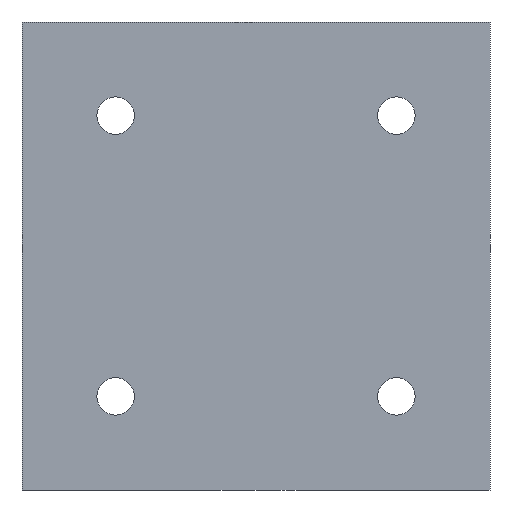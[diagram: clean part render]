
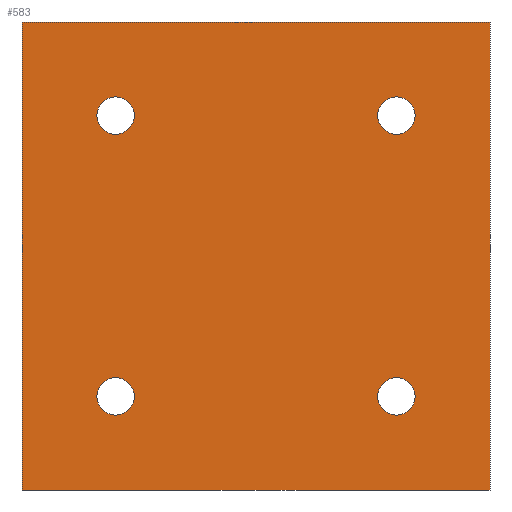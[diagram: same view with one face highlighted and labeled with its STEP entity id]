
A CAD part, front view. The second image highlights one B-rep face of the part: STEP entity #583.
In plain terms, the highlighted planar face has unit normal (0, -1, 0).
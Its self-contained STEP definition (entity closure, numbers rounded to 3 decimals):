
#12 = CARTESIAN_POINT ( 'NONE',  ( -60., 0., 60. ) ) ;
#14 = EDGE_LOOP ( 'NONE', ( #295, #423 ) ) ;
#16 = CARTESIAN_POINT ( 'NONE',  ( 60., 0., 60. ) ) ;
#24 = DIRECTION ( 'NONE',  ( 0., 1., 0. ) ) ;
#32 = ORIENTED_EDGE ( 'NONE', *, *, #526, .F. ) ;
#35 = DIRECTION ( 'NONE',  ( 0., -1., 0. ) ) ;
#37 = CARTESIAN_POINT ( 'NONE',  ( 0., 0., 100. ) ) ;
#40 = DIRECTION ( 'NONE',  ( 0., 1., 0. ) ) ;
#52 = CIRCLE ( 'NONE', #557, 8. ) ;
#57 = DIRECTION ( 'NONE',  ( 0., 0., -1. ) ) ;
#59 = DIRECTION ( 'NONE',  ( 0., 0., -1. ) ) ;
#60 = CARTESIAN_POINT ( 'NONE',  ( -60., 0., 52. ) ) ;
#65 = DIRECTION ( 'NONE',  ( 0., 1., 0. ) ) ;
#67 = ORIENTED_EDGE ( 'NONE', *, *, #85, .F. ) ;
#79 = VERTEX_POINT ( 'NONE', #155 ) ;
#81 = CARTESIAN_POINT ( 'NONE',  ( 60., 0., -68. ) ) ;
#85 = EDGE_CURVE ( 'NONE', #79, #481, #674, .T. ) ;
#90 = DIRECTION ( 'NONE',  ( 0., -1., 0. ) ) ;
#92 = CARTESIAN_POINT ( 'NONE',  ( 60., 0., 60. ) ) ;
#99 = FACE_BOUND ( 'NONE', #522, .T. ) ;
#100 = AXIS2_PLACEMENT_3D ( 'NONE', #16, #330, #549 ) ;
#108 = VECTOR ( 'NONE', #419, 1000. ) ;
#122 = EDGE_CURVE ( 'NONE', #79, #287, #683, .T. ) ;
#143 = DIRECTION ( 'NONE',  ( 0., 0., -1. ) ) ;
#149 = CARTESIAN_POINT ( 'NONE',  ( 60., 0., -60. ) ) ;
#155 = CARTESIAN_POINT ( 'NONE',  ( 100., 0., 100. ) ) ;
#156 = ORIENTED_EDGE ( 'NONE', *, *, #409, .T. ) ;
#166 = ORIENTED_EDGE ( 'NONE', *, *, #306, .T. ) ;
#171 = CARTESIAN_POINT ( 'NONE',  ( 60., 0., 68. ) ) ;
#172 = DIRECTION ( 'NONE',  ( 0., 0., 1. ) ) ;
#173 = LINE ( 'NONE', #372, #282 ) ;
#178 = DIRECTION ( 'NONE',  ( 0., 0., -1. ) ) ;
#180 = DIRECTION ( 'NONE',  ( 1., 0., 0. ) ) ;
#181 = CARTESIAN_POINT ( 'NONE',  ( -60., 0., -52. ) ) ;
#182 = ORIENTED_EDGE ( 'NONE', *, *, #645, .T. ) ;
#184 = DIRECTION ( 'NONE',  ( 0., -1., 0. ) ) ;
#195 = CARTESIAN_POINT ( 'NONE',  ( 60., 0., -52. ) ) ;
#199 = FACE_BOUND ( 'NONE', #14, .T. ) ;
#214 = EDGE_CURVE ( 'NONE', #433, #481, #333, .T. ) ;
#223 = ORIENTED_EDGE ( 'NONE', *, *, #214, .T. ) ;
#224 = CARTESIAN_POINT ( 'NONE',  ( 60., 0., -60. ) ) ;
#243 = VERTEX_POINT ( 'NONE', #171 ) ;
#247 = DIRECTION ( 'NONE',  ( 0., 0., -1. ) ) ;
#255 = DIRECTION ( 'NONE',  ( 0., 0., -1. ) ) ;
#262 = CIRCLE ( 'NONE', #616, 8. ) ;
#281 = DIRECTION ( 'NONE',  ( 0., 0., 1. ) ) ;
#282 = VECTOR ( 'NONE', #57, 1000. ) ;
#285 = CARTESIAN_POINT ( 'NONE',  ( 60., 0., 52. ) ) ;
#287 = VERTEX_POINT ( 'NONE', #325 ) ;
#289 = CARTESIAN_POINT ( 'NONE',  ( -100., 0., -100. ) ) ;
#295 = ORIENTED_EDGE ( 'NONE', *, *, #655, .T. ) ;
#297 = DIRECTION ( 'NONE',  ( 0., -1., 0. ) ) ;
#299 = CARTESIAN_POINT ( 'NONE',  ( -60., 0., 68. ) ) ;
#306 = EDGE_CURVE ( 'NONE', #287, #433, #173, .T. ) ;
#314 = CIRCLE ( 'NONE', #407, 8. ) ;
#317 = CARTESIAN_POINT ( 'NONE',  ( -60., 0., -68. ) ) ;
#323 = ORIENTED_EDGE ( 'NONE', *, *, #122, .T. ) ;
#325 = CARTESIAN_POINT ( 'NONE',  ( -100., 0., 100. ) ) ;
#330 = DIRECTION ( 'NONE',  ( 0., -1., 0. ) ) ;
#333 = LINE ( 'NONE', #489, #534 ) ;
#342 = VERTEX_POINT ( 'NONE', #60 ) ;
#345 = ORIENTED_EDGE ( 'NONE', *, *, #428, .F. ) ;
#352 = CARTESIAN_POINT ( 'NONE',  ( -60., 0., -60. ) ) ;
#353 = CARTESIAN_POINT ( 'NONE',  ( 0., 0., 100. ) ) ;
#359 = VERTEX_POINT ( 'NONE', #317 ) ;
#371 = VERTEX_POINT ( 'NONE', #81 ) ;
#372 = CARTESIAN_POINT ( 'NONE',  ( -100., 0., 100. ) ) ;
#380 = DIRECTION ( 'NONE',  ( 0., 1., 0. ) ) ;
#381 = AXIS2_PLACEMENT_3D ( 'NONE', #37, #297, #247 ) ;
#395 = CIRCLE ( 'NONE', #425, 8. ) ;
#407 = AXIS2_PLACEMENT_3D ( 'NONE', #224, #65, #59 ) ;
#409 = EDGE_CURVE ( 'NONE', #342, #613, #395, .T. ) ;
#411 = EDGE_CURVE ( 'NONE', #359, #477, #535, .T. ) ;
#415 = AXIS2_PLACEMENT_3D ( 'NONE', #437, #184, #178 ) ;
#419 = DIRECTION ( 'NONE',  ( -1., 0., 0. ) ) ;
#423 = ORIENTED_EDGE ( 'NONE', *, *, #559, .T. ) ;
#424 = AXIS2_PLACEMENT_3D ( 'NONE', #149, #40, #464 ) ;
#425 = AXIS2_PLACEMENT_3D ( 'NONE', #546, #24, #281 ) ;
#428 = EDGE_CURVE ( 'NONE', #519, #243, #638, .T. ) ;
#433 = VERTEX_POINT ( 'NONE', #289 ) ;
#437 = CARTESIAN_POINT ( 'NONE',  ( -60., 0., -60. ) ) ;
#457 = ORIENTED_EDGE ( 'NONE', *, *, #578, .F. ) ;
#460 = VECTOR ( 'NONE', #255, 1000. ) ;
#464 = DIRECTION ( 'NONE',  ( 0., 0., -1. ) ) ;
#470 = CIRCLE ( 'NONE', #424, 8. ) ;
#477 = VERTEX_POINT ( 'NONE', #181 ) ;
#481 = VERTEX_POINT ( 'NONE', #594 ) ;
#484 = EDGE_LOOP ( 'NONE', ( #182, #156 ) ) ;
#489 = CARTESIAN_POINT ( 'NONE',  ( 0., 0., -100. ) ) ;
#492 = AXIS2_PLACEMENT_3D ( 'NONE', #352, #35, #143 ) ;
#512 = DIRECTION ( 'NONE',  ( 0., 0., 1. ) ) ;
#516 = FACE_BOUND ( 'NONE', #484, .T. ) ;
#519 = VERTEX_POINT ( 'NONE', #285 ) ;
#522 = EDGE_LOOP ( 'NONE', ( #32, #345 ) ) ;
#526 = EDGE_CURVE ( 'NONE', #243, #519, #52, .T. ) ;
#534 = VECTOR ( 'NONE', #180, 1000. ) ;
#535 = CIRCLE ( 'NONE', #415, 8. ) ;
#537 = ORIENTED_EDGE ( 'NONE', *, *, #411, .F. ) ;
#540 = VERTEX_POINT ( 'NONE', #195 ) ;
#546 = CARTESIAN_POINT ( 'NONE',  ( -60., 0., 60. ) ) ;
#549 = DIRECTION ( 'NONE',  ( 0., 0., 1. ) ) ;
#556 = FACE_BOUND ( 'NONE', #647, .T. ) ;
#557 = AXIS2_PLACEMENT_3D ( 'NONE', #92, #90, #512 ) ;
#559 = EDGE_CURVE ( 'NONE', #540, #371, #470, .T. ) ;
#560 = PLANE ( 'NONE',  #381 ) ;
#578 = EDGE_CURVE ( 'NONE', #477, #359, #682, .T. ) ;
#583 = ADVANCED_FACE ( 'NONE', ( #516, #622, #99, #199, #556 ), #560, .T. ) ;
#594 = CARTESIAN_POINT ( 'NONE',  ( 100., 0., -100. ) ) ;
#613 = VERTEX_POINT ( 'NONE', #299 ) ;
#616 = AXIS2_PLACEMENT_3D ( 'NONE', #12, #380, #172 ) ;
#622 = FACE_OUTER_BOUND ( 'NONE', #661, .T. ) ;
#623 = CARTESIAN_POINT ( 'NONE',  ( 100., 0., 100. ) ) ;
#638 = CIRCLE ( 'NONE', #100, 8. ) ;
#645 = EDGE_CURVE ( 'NONE', #613, #342, #262, .T. ) ;
#647 = EDGE_LOOP ( 'NONE', ( #537, #457 ) ) ;
#655 = EDGE_CURVE ( 'NONE', #371, #540, #314, .T. ) ;
#661 = EDGE_LOOP ( 'NONE', ( #166, #223, #67, #323 ) ) ;
#674 = LINE ( 'NONE', #623, #460 ) ;
#682 = CIRCLE ( 'NONE', #492, 8. ) ;
#683 = LINE ( 'NONE', #353, #108 ) ;
